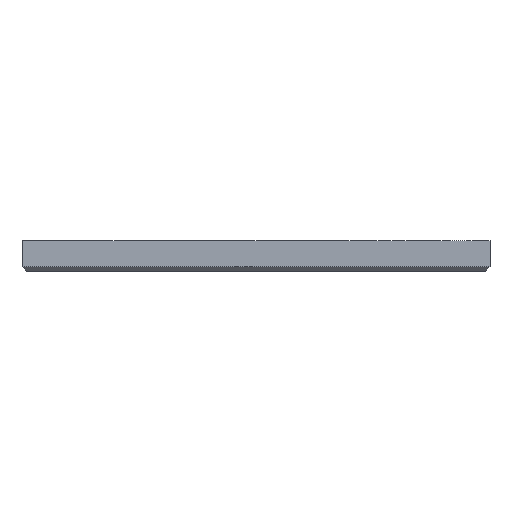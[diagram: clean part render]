
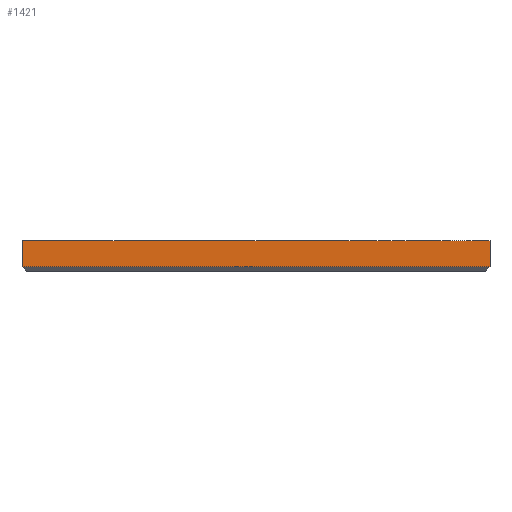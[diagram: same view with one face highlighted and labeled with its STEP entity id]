
A CAD part, front view. The second image highlights one B-rep face of the part: STEP entity #1421.
In plain terms, the highlighted planar face has unit normal (0, -1, 0).
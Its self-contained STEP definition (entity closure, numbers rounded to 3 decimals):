
#71 = LINE ( 'NONE', #902, #1407 ) ;
#107 = VECTOR ( 'NONE', #1481, 1000. ) ;
#109 = DIRECTION ( 'NONE',  ( 0., 1., 0. ) ) ;
#132 = DIRECTION ( 'NONE',  ( 0., 0., 1. ) ) ;
#139 = FACE_OUTER_BOUND ( 'NONE', #298, .T. ) ;
#253 = LINE ( 'NONE', #1063, #107 ) ;
#298 = EDGE_LOOP ( 'NONE', ( #910, #688, #576, #540 ) ) ;
#326 = VECTOR ( 'NONE', #1332, 1000. ) ;
#498 = EDGE_CURVE ( 'NONE', #1240, #979, #997, .T. ) ;
#508 = CARTESIAN_POINT ( 'NONE',  ( 105.099, -139.205, 153.3 ) ) ;
#521 = AXIS2_PLACEMENT_3D ( 'NONE', #1350, #109, #132 ) ;
#534 = PLANE ( 'NONE',  #521 ) ;
#540 = ORIENTED_EDGE ( 'NONE', *, *, #498, .T. ) ;
#576 = ORIENTED_EDGE ( 'NONE', *, *, #1444, .T. ) ;
#688 = ORIENTED_EDGE ( 'NONE', *, *, #1048, .T. ) ;
#854 = CARTESIAN_POINT ( 'NONE',  ( 105.099, -139.205, 153.3 ) ) ;
#902 = CARTESIAN_POINT ( 'NONE',  ( 105.099, -139.205, 145.5 ) ) ;
#910 = ORIENTED_EDGE ( 'NONE', *, *, #1277, .T. ) ;
#979 = VERTEX_POINT ( 'NONE', #508 ) ;
#986 = DIRECTION ( 'NONE',  ( -1., 0., 0. ) ) ;
#997 = LINE ( 'NONE', #854, #1379 ) ;
#1048 = EDGE_CURVE ( 'NONE', #1278, #1220, #1353, .T. ) ;
#1063 = CARTESIAN_POINT ( 'NONE',  ( 148.299, -139.205, 130.8 ) ) ;
#1163 = DIRECTION ( 'NONE',  ( 0., 0., -1. ) ) ;
#1181 = CARTESIAN_POINT ( 'NONE',  ( 105.099, -139.205, 150.9 ) ) ;
#1216 = CARTESIAN_POINT ( 'NONE',  ( 148.299, -139.205, 150.9 ) ) ;
#1220 = VERTEX_POINT ( 'NONE', #1279 ) ;
#1240 = VERTEX_POINT ( 'NONE', #1265 ) ;
#1265 = CARTESIAN_POINT ( 'NONE',  ( 148.299, -139.205, 153.3 ) ) ;
#1277 = EDGE_CURVE ( 'NONE', #979, #1278, #71, .T. ) ;
#1278 = VERTEX_POINT ( 'NONE', #1181 ) ;
#1279 = CARTESIAN_POINT ( 'NONE',  ( 148.299, -139.205, 150.9 ) ) ;
#1332 = DIRECTION ( 'NONE',  ( 1., 0., 0. ) ) ;
#1350 = CARTESIAN_POINT ( 'NONE',  ( 0., -139.205, 0. ) ) ;
#1353 = LINE ( 'NONE', #1216, #326 ) ;
#1379 = VECTOR ( 'NONE', #986, 1000. ) ;
#1407 = VECTOR ( 'NONE', #1163, 1000. ) ;
#1421 = ADVANCED_FACE ( 'NONE', ( #139 ), #534, .F. ) ;
#1444 = EDGE_CURVE ( 'NONE', #1220, #1240, #253, .T. ) ;
#1481 = DIRECTION ( 'NONE',  ( 0., 0., 1. ) ) ;
